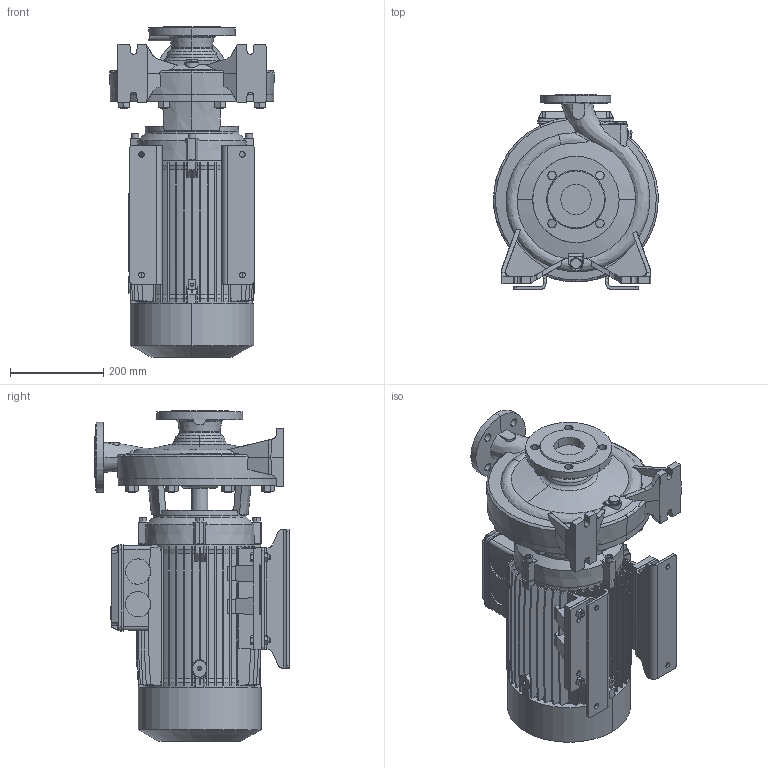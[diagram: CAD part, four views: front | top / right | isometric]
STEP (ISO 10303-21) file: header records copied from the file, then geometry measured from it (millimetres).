
FILE_DESCRIPTION (( 'STEP AP214' ), '1' );
FILE_NAME ('4.93.603.24swa01.step', '2022-12-13T09:41:32', ( '' ), ( '' ), 'SwSTEP 2.0', 'SolidWorks 2020', '' );
FILE_SCHEMA (( 'AUTOMOTIVE_DESIGN' ));
Length unit declared in the file: millimetre
Products named in the file (4): 10007670swn00_M32x1.5; 4.93.603.24swa01; Copia di 4_93_603_22_REV00^4.93.603.24swa01; 10008958swp01_132M-R3
Assembly tree (4 placements, depth 2):
  4.93.603.24swa01
    Copia di 4_93_603_22_REV00^4.93.603.24swa01
    10008958swp01_132M-R3
    10007670swn00_M32x1.5  x2
Bounding box: 352.55 x 417 x 709 mm (x, y, z)
Volume: 34993981.6 mm3; surface area: 2202102.7 mm2
Topology: 30 solids, 30 shells, 2290 faces, 5988 edges, 3856 vertices
Faces by surface type: plane 1249, cone 464, cylinder 371, bspline 187, torus 19
Entity records: 99670 total; most frequent: CARTESIAN_POINT 47296, ORIENTED_EDGE 11606, DIRECTION 9342, EDGE_CURVE 5803, VERTEX_POINT 3758, AXIS2_PLACEMENT_3D 3120, VECTOR 3102, LINE 3102
